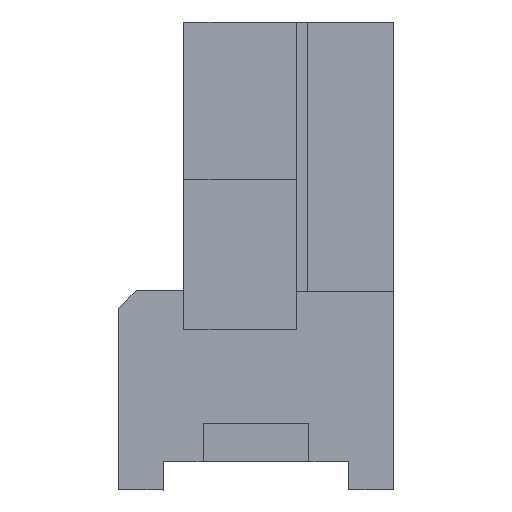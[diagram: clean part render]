
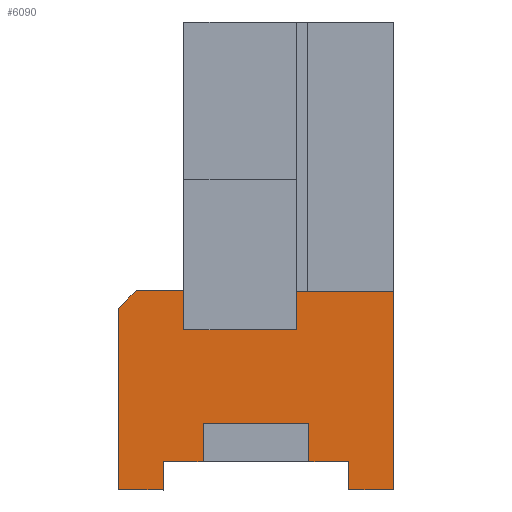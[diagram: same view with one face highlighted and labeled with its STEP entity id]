
A CAD part, front view. The second image highlights one B-rep face of the part: STEP entity #6090.
In plain terms, the highlighted planar face has unit normal (0, -1, 0).
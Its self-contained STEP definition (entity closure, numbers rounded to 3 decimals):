
#2535=PLANE('',#13087);
#2977=FACE_OUTER_BOUND('',#6924,.T.);
#3765=LINE('',#17615,#5064);
#3800=LINE('',#17693,#5099);
#3805=LINE('',#17703,#5104);
#4091=LINE('',#18280,#5390);
#4094=LINE('',#18286,#5393);
#4097=LINE('',#18291,#5396);
#4100=LINE('',#18297,#5399);
#4104=LINE('',#18305,#5403);
#4107=LINE('',#18312,#5406);
#4111=LINE('',#18321,#5410);
#4114=LINE('',#18326,#5413);
#4116=LINE('',#18330,#5415);
#4118=LINE('',#18332,#5417);
#4194=LINE('',#18504,#5493);
#4218=LINE('',#18545,#5517);
#4219=LINE('',#18547,#5518);
#4220=LINE('',#18549,#5519);
#5064=VECTOR('',#14804,1.);
#5099=VECTOR('',#14867,1.);
#5104=VECTOR('',#14874,1.);
#5390=VECTOR('',#15352,1.);
#5393=VECTOR('',#15357,1.);
#5396=VECTOR('',#15362,1.);
#5399=VECTOR('',#15367,1.);
#5403=VECTOR('',#15375,1.);
#5406=VECTOR('',#15380,1.);
#5410=VECTOR('',#15386,1.);
#5413=VECTOR('',#15391,1.);
#5415=VECTOR('',#15397,1.);
#5417=VECTOR('',#15399,1.);
#5493=VECTOR('',#15561,1.);
#5517=VECTOR('',#15595,1.);
#5518=VECTOR('',#15598,1.);
#5519=VECTOR('',#15599,1.);
#6090=ADVANCED_FACE('',(#2977),#2535,.T.);
#6924=EDGE_LOOP('',(#9443,#9444,#9445,#9446,#9447,#9448,#9449,#9450,#9451,
#9452,#9453,#9454,#9455,#9456,#9457,#9458,#9459));
#9443=ORIENTED_EDGE('',*,*,#12205,.T.);
#9444=ORIENTED_EDGE('',*,*,#11740,.T.);
#9445=ORIENTED_EDGE('',*,*,#12181,.T.);
#9446=ORIENTED_EDGE('',*,*,#12068,.F.);
#9447=ORIENTED_EDGE('',*,*,#12071,.T.);
#9448=ORIENTED_EDGE('',*,*,#12074,.T.);
#9449=ORIENTED_EDGE('',*,*,#12077,.T.);
#9450=ORIENTED_EDGE('',*,*,#12081,.T.);
#9451=ORIENTED_EDGE('',*,*,#12093,.F.);
#9452=ORIENTED_EDGE('',*,*,#12084,.T.);
#9453=ORIENTED_EDGE('',*,*,#12091,.T.);
#9454=ORIENTED_EDGE('',*,*,#12088,.T.);
#9455=ORIENTED_EDGE('',*,*,#12095,.F.);
#9456=ORIENTED_EDGE('',*,*,#11777,.T.);
#9457=ORIENTED_EDGE('',*,*,#11782,.T.);
#9458=ORIENTED_EDGE('',*,*,#12206,.T.);
#9459=ORIENTED_EDGE('',*,*,#12207,.T.);
#10488=VERTEX_POINT('',#17616);
#10489=VERTEX_POINT('',#17617);
#10516=VERTEX_POINT('',#17692);
#10517=VERTEX_POINT('',#17694);
#10520=VERTEX_POINT('',#17702);
#10712=VERTEX_POINT('',#18274);
#10715=VERTEX_POINT('',#18279);
#10717=VERTEX_POINT('',#18285);
#10718=VERTEX_POINT('',#18290);
#10720=VERTEX_POINT('',#18296);
#10722=VERTEX_POINT('',#18304);
#10725=VERTEX_POINT('',#18311);
#10726=VERTEX_POINT('',#18313);
#10729=VERTEX_POINT('',#18320);
#10730=VERTEX_POINT('',#18322);
#10795=VERTEX_POINT('',#18543);
#10796=VERTEX_POINT('',#18548);
#11740=EDGE_CURVE('',#10488,#10489,#3765,.T.);
#11777=EDGE_CURVE('',#10517,#10516,#3800,.T.);
#11782=EDGE_CURVE('',#10516,#10520,#3805,.T.);
#12068=EDGE_CURVE('',#10715,#10712,#4091,.T.);
#12071=EDGE_CURVE('',#10715,#10717,#4094,.T.);
#12074=EDGE_CURVE('',#10717,#10718,#4097,.T.);
#12077=EDGE_CURVE('',#10718,#10720,#4100,.T.);
#12081=EDGE_CURVE('',#10720,#10722,#4104,.T.);
#12084=EDGE_CURVE('',#10726,#10725,#4107,.T.);
#12088=EDGE_CURVE('',#10730,#10729,#4111,.T.);
#12091=EDGE_CURVE('',#10725,#10730,#4114,.T.);
#12093=EDGE_CURVE('',#10726,#10722,#4116,.T.);
#12095=EDGE_CURVE('',#10517,#10729,#4118,.T.);
#12181=EDGE_CURVE('',#10489,#10712,#4194,.T.);
#12205=EDGE_CURVE('',#10795,#10488,#4218,.T.);
#12206=EDGE_CURVE('',#10520,#10796,#4219,.T.);
#12207=EDGE_CURVE('',#10796,#10795,#4220,.T.);
#13087=AXIS2_PLACEMENT_3D('',#18550,#15600,#15601);
#14804=DIRECTION('',(-1.,0.,0.));
#14867=DIRECTION('',(0.,0.,-1.));
#14874=DIRECTION('',(1.,0.,0.));
#15352=DIRECTION('',(1.,0.,0.));
#15357=DIRECTION('',(-0.707,0.,-0.707));
#15362=DIRECTION('',(0.,0.,-1.));
#15367=DIRECTION('',(1.,0.,0.));
#15375=DIRECTION('',(0.,0.,1.));
#15380=DIRECTION('',(0.,0.,1.));
#15386=DIRECTION('',(0.,0.,-1.));
#15391=DIRECTION('',(1.,0.,0.));
#15397=DIRECTION('',(-1.,0.,0.));
#15399=DIRECTION('',(-1.,0.,0.));
#15561=DIRECTION('',(0.,0.,1.));
#15595=DIRECTION('',(0.,0.,-1.));
#15598=DIRECTION('',(0.,0.,1.));
#15599=DIRECTION('',(-1.,0.,0.));
#15600=DIRECTION('',(0.,-1.,0.));
#15601=DIRECTION('',(0.,0.,-1.));
#17615=CARTESIAN_POINT('',(9.5,-43.7,-16.45));
#17616=CARTESIAN_POINT('',(9.5,-43.7,-16.45));
#17617=CARTESIAN_POINT('',(3.5,-43.7,-16.45));
#17692=CARTESIAN_POINT('',(12.3,-43.7,-25.));
#17693=CARTESIAN_POINT('',(12.3,-43.7,-23.5));
#17694=CARTESIAN_POINT('',(12.3,-43.7,-23.5));
#17702=CARTESIAN_POINT('',(14.7,-43.7,-25.));
#17703=CARTESIAN_POINT('',(12.3,-43.7,-25.));
#18274=CARTESIAN_POINT('',(3.5,-43.7,-14.35));
#18279=CARTESIAN_POINT('',(0.95,-43.7,-14.35));
#18280=CARTESIAN_POINT('',(0.95,-43.7,-14.35));
#18285=CARTESIAN_POINT('',(0.,-43.7,-15.3));
#18286=CARTESIAN_POINT('',(0.95,-43.7,-14.35));
#18290=CARTESIAN_POINT('',(0.,-43.7,-25.));
#18291=CARTESIAN_POINT('',(0.,-43.7,-15.3));
#18296=CARTESIAN_POINT('',(2.4,-43.7,-25.));
#18297=CARTESIAN_POINT('',(0.,-43.7,-25.));
#18304=CARTESIAN_POINT('',(2.4,-43.7,-23.5));
#18305=CARTESIAN_POINT('',(2.4,-43.7,-25.));
#18311=CARTESIAN_POINT('',(4.525,-43.7,-21.45));
#18312=CARTESIAN_POINT('',(4.525,-43.7,-23.5));
#18313=CARTESIAN_POINT('',(4.525,-43.7,-23.5));
#18320=CARTESIAN_POINT('',(10.175,-43.7,-23.5));
#18321=CARTESIAN_POINT('',(10.175,-43.7,-21.45));
#18322=CARTESIAN_POINT('',(10.175,-43.7,-21.45));
#18326=CARTESIAN_POINT('',(4.525,-43.7,-21.45));
#18330=CARTESIAN_POINT('',(4.525,-43.7,-23.5));
#18332=CARTESIAN_POINT('',(12.3,-43.7,-23.5));
#18504=CARTESIAN_POINT('',(3.5,-43.7,-16.45));
#18543=CARTESIAN_POINT('',(9.5,-43.7,-14.4));
#18545=CARTESIAN_POINT('',(9.5,-43.7,-14.4));
#18547=CARTESIAN_POINT('',(14.7,-43.7,-25.));
#18548=CARTESIAN_POINT('',(14.7,-43.7,-14.4));
#18549=CARTESIAN_POINT('',(14.7,-43.7,-14.4));
#18550=CARTESIAN_POINT('',(0.,-43.7,-14.35));
